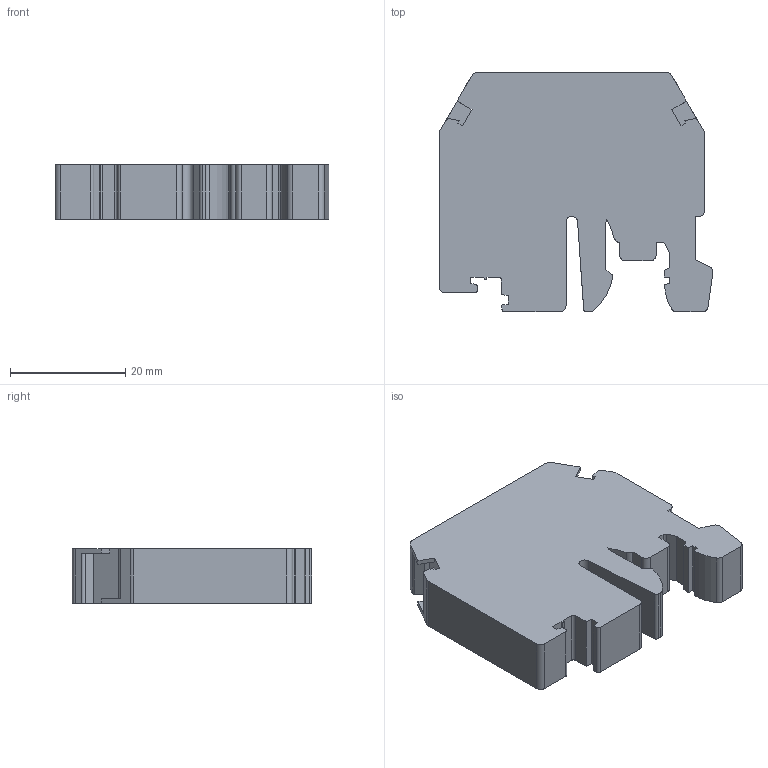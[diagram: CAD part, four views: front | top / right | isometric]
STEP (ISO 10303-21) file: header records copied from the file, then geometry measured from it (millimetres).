
FILE_DESCRIPTION((''),'2;1');
FILE_NAME('UD1','2021-09-07T',('Administrator'),(''),'PRO/ENGINEER BY PARAMETRIC TECHNOLOGY CORPORATION, 2013230','PRO/ENGINEER BY PARAMETRIC TECHNOLOGY CORPORATION, 2013230','');
FILE_SCHEMA(('AUTOMOTIVE_DESIGN { 1 0 10303 214 1 1 1 1 }'));
Length unit declared in the file: millimetre
Products named in the file (1): UD1
Bounding box: 47.46 x 41.5 x 9.5 mm (x, y, z)
Volume: 15222.5 mm3; surface area: 5724.8 mm2
Topology: 1 solids, 1 shells, 98 faces, 288 edges, 192 vertices
Faces by surface type: plane 66, cylinder 32
Entity records: 3316 total; most frequent: CARTESIAN_POINT 580, ORIENTED_EDGE 576, DIRECTION 548, EDGE_CURVE 288, VECTOR 224, LINE 224, VERTEX_POINT 192, AXIS2_PLACEMENT_3D 162
